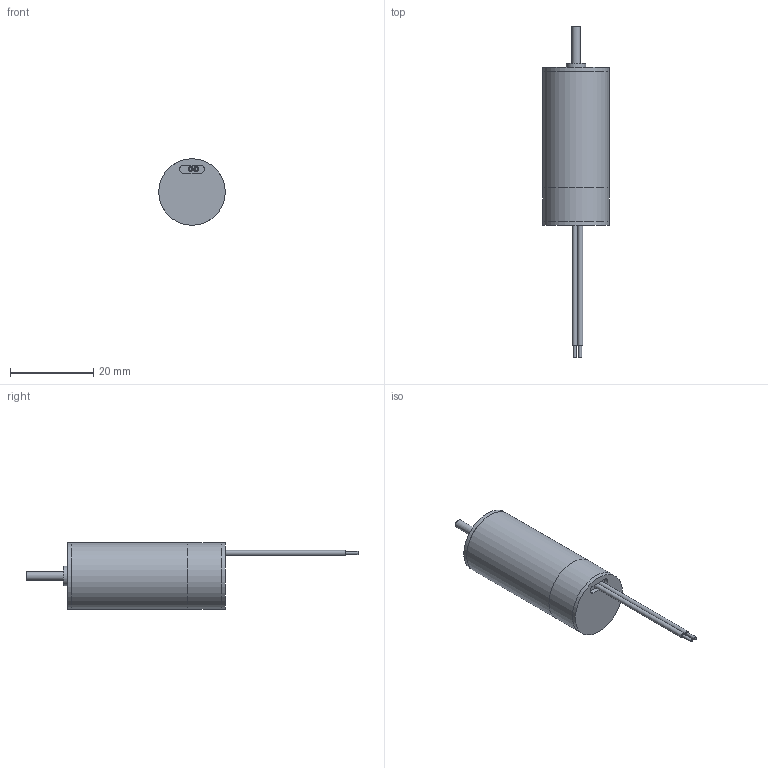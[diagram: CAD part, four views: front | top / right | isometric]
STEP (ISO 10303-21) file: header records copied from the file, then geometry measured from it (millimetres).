
FILE_DESCRIPTION (( 'STEP AP203' ), '1' );
FILE_NAME ('ECD1638 3D芞.STEP', '2025-12-03T09:40:36', ( 'Windows 蚚誧' ), ( 'Organization' ), 'SwSTEP 2.0', 'SolidWorks 2020', '' );
FILE_SCHEMA (( 'CONFIG_CONTROL_DESIGN' ));
Length unit declared in the file: millimetre
Products named in the file (11): 01.01.0028 ヶ傷裔; 01.10.0344 粣; 01.06.0005 粣創; 01.07.0088 儂褲; 01.02.0190 囀离帣傷裔; 05.01.0050 ECD16驱动板; 01.14.0407 傷赽盄; 01.14.0396 傷赽盄; 01.02.0362 囀离綴傷裔; 01.05.0017 O型圈; ECD1638 3Dͼ
Assembly tree (11 placements, depth 2):
  ECD1638 3Dͼ
    01.07.0088 儂褲
    01.01.0028 ヶ傷裔
    01.06.0005 粣創  x2
    01.10.0344 粣
    01.02.0362 囀离綴傷裔
    01.02.0190 囀离帣傷裔
    01.14.0396 傷赽盄
    05.01.0050 ECD16驱动板
    01.14.0407 傷赽盄
    01.05.0017 O型圈
Bounding box: 16 x 79.97 x 16 mm (x, y, z)
Volume: 2965.6 mm3; surface area: 7191.2 mm2
Topology: 14 solids, 14 shells, 146 faces, 258 edges, 170 vertices
Faces by surface type: plane 70, cylinder 58, torus 11, cone 7
Full cylindrical faces by diameter (mm): 0.7 x2, 0.8 x8, 1.2 x2, 1.45 x3, 1.6 x4, 2 x3, 3.5 x1, 3.8 x1, 4.7 x1, 5 x5, 7 x1, 12.5 x1, 13.3 x1, 14 x3, 14.5 x1, 15 x7, 15.1 x2, 15.3 x4, 16 x4
Entity records: 4153 total; most frequent: DIRECTION 590, CARTESIAN_POINT 462, ORIENTED_EDGE 326, AXIS2_PLACEMENT_3D 275, EDGE_LOOP 254, FACE_OUTER_BOUND 195, EDGE_CURVE 163, VERTEX_POINT 147
